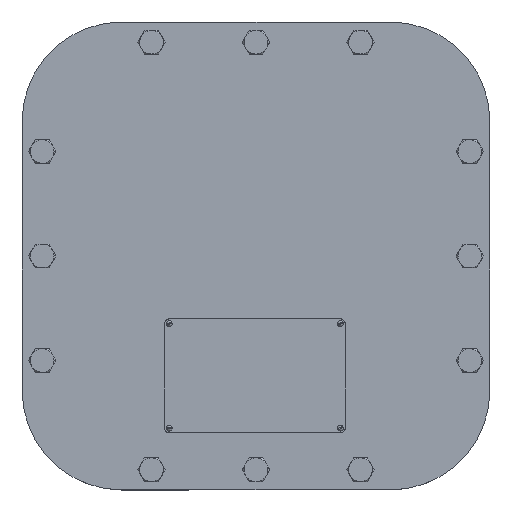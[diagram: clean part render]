
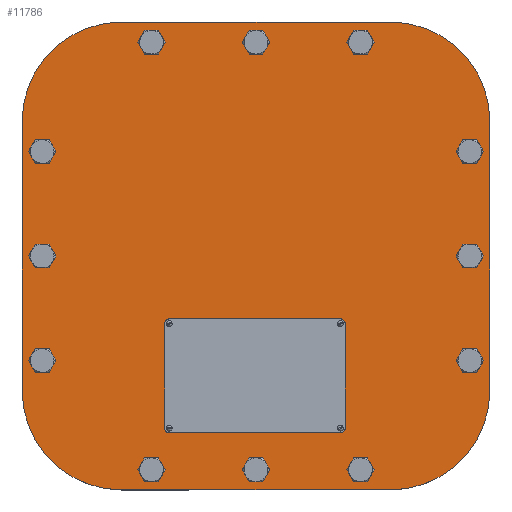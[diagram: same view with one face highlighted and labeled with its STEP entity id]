
A CAD part, top view. The second image highlights one B-rep face of the part: STEP entity #11786.
In plain terms, the highlighted planar face has unit normal (0, 0, 1).
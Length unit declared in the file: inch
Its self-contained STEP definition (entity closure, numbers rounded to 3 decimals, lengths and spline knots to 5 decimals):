
#1429=LINE('',#22805,#2182);
#1434=LINE('',#22815,#2187);
#1480=LINE('',#22997,#2233);
#1483=LINE('',#23007,#2236);
#2182=VECTOR('',#15022,0.3937);
#2187=VECTOR('',#15029,0.3937);
#2233=VECTOR('',#15237,0.3937);
#2236=VECTOR('',#15250,0.3937);
#2531=PLANE('',#12889);
#3418=FACE_BOUND('',#4931,.T.);
#3419=FACE_BOUND('',#4932,.T.);
#3420=FACE_BOUND('',#4933,.T.);
#3421=FACE_BOUND('',#4934,.T.);
#3422=FACE_BOUND('',#4935,.T.);
#3423=FACE_BOUND('',#4936,.T.);
#3424=FACE_BOUND('',#4937,.T.);
#3425=FACE_BOUND('',#4938,.T.);
#3426=FACE_BOUND('',#4939,.T.);
#3427=FACE_BOUND('',#4940,.T.);
#3428=FACE_BOUND('',#4941,.T.);
#3429=FACE_BOUND('',#4942,.T.);
#4059=FACE_OUTER_BOUND('',#4930,.T.);
#4930=EDGE_LOOP('',(#10693,#10694,#10695,#10696,#10697,#10698,#10699,#10700));
#4931=EDGE_LOOP('',(#10701));
#4932=EDGE_LOOP('',(#10702));
#4933=EDGE_LOOP('',(#10703));
#4934=EDGE_LOOP('',(#10704));
#4935=EDGE_LOOP('',(#10705));
#4936=EDGE_LOOP('',(#10706));
#4937=EDGE_LOOP('',(#10707));
#4938=EDGE_LOOP('',(#10708));
#4939=EDGE_LOOP('',(#10709));
#4940=EDGE_LOOP('',(#10710));
#4941=EDGE_LOOP('',(#10711));
#4942=EDGE_LOOP('',(#10712));
#5312=CIRCLE('',#12756,0.23438);
#5314=CIRCLE('',#12759,0.23438);
#5316=CIRCLE('',#12762,0.23438);
#5318=CIRCLE('',#12765,0.23438);
#5320=CIRCLE('',#12768,0.23438);
#5322=CIRCLE('',#12771,0.23438);
#5324=CIRCLE('',#12774,0.23438);
#5326=CIRCLE('',#12777,0.23438);
#5328=CIRCLE('',#12780,0.23438);
#5330=CIRCLE('',#12783,0.23438);
#5332=CIRCLE('',#12786,0.23438);
#5334=CIRCLE('',#12789,0.23438);
#5384=CIRCLE('',#12880,2.625);
#5385=CIRCLE('',#12883,2.625);
#5386=CIRCLE('',#12885,2.625);
#5387=CIRCLE('',#12888,2.625);
#6248=VERTEX_POINT('',#22718);
#6250=VERTEX_POINT('',#22723);
#6252=VERTEX_POINT('',#22728);
#6254=VERTEX_POINT('',#22733);
#6256=VERTEX_POINT('',#22738);
#6258=VERTEX_POINT('',#22743);
#6260=VERTEX_POINT('',#22748);
#6262=VERTEX_POINT('',#22753);
#6264=VERTEX_POINT('',#22758);
#6266=VERTEX_POINT('',#22763);
#6268=VERTEX_POINT('',#22768);
#6270=VERTEX_POINT('',#22773);
#6281=VERTEX_POINT('',#22802);
#6282=VERTEX_POINT('',#22804);
#6285=VERTEX_POINT('',#22812);
#6286=VERTEX_POINT('',#22814);
#6340=VERTEX_POINT('',#22992);
#6341=VERTEX_POINT('',#22996);
#6342=VERTEX_POINT('',#23002);
#6343=VERTEX_POINT('',#23006);
#7689=EDGE_CURVE('',#6248,#6248,#5312,.T.);
#7691=EDGE_CURVE('',#6250,#6250,#5314,.T.);
#7693=EDGE_CURVE('',#6252,#6252,#5316,.T.);
#7695=EDGE_CURVE('',#6254,#6254,#5318,.T.);
#7697=EDGE_CURVE('',#6256,#6256,#5320,.T.);
#7699=EDGE_CURVE('',#6258,#6258,#5322,.T.);
#7701=EDGE_CURVE('',#6260,#6260,#5324,.T.);
#7703=EDGE_CURVE('',#6262,#6262,#5326,.T.);
#7705=EDGE_CURVE('',#6264,#6264,#5328,.T.);
#7707=EDGE_CURVE('',#6266,#6266,#5330,.T.);
#7709=EDGE_CURVE('',#6268,#6268,#5332,.T.);
#7711=EDGE_CURVE('',#6270,#6270,#5334,.T.);
#7725=EDGE_CURVE('',#6282,#6281,#1429,.T.);
#7730=EDGE_CURVE('',#6286,#6285,#1434,.T.);
#7819=EDGE_CURVE('',#6340,#6286,#5384,.T.);
#7821=EDGE_CURVE('',#6341,#6340,#1480,.T.);
#7823=EDGE_CURVE('',#6281,#6341,#5385,.T.);
#7824=EDGE_CURVE('',#6342,#6282,#5386,.T.);
#7826=EDGE_CURVE('',#6343,#6342,#1483,.T.);
#7828=EDGE_CURVE('',#6285,#6343,#5387,.T.);
#10693=ORIENTED_EDGE('',*,*,#7730,.T.);
#10694=ORIENTED_EDGE('',*,*,#7828,.T.);
#10695=ORIENTED_EDGE('',*,*,#7826,.T.);
#10696=ORIENTED_EDGE('',*,*,#7824,.T.);
#10697=ORIENTED_EDGE('',*,*,#7725,.T.);
#10698=ORIENTED_EDGE('',*,*,#7823,.T.);
#10699=ORIENTED_EDGE('',*,*,#7821,.T.);
#10700=ORIENTED_EDGE('',*,*,#7819,.T.);
#10701=ORIENTED_EDGE('',*,*,#7689,.T.);
#10702=ORIENTED_EDGE('',*,*,#7691,.T.);
#10703=ORIENTED_EDGE('',*,*,#7693,.T.);
#10704=ORIENTED_EDGE('',*,*,#7695,.T.);
#10705=ORIENTED_EDGE('',*,*,#7697,.T.);
#10706=ORIENTED_EDGE('',*,*,#7699,.T.);
#10707=ORIENTED_EDGE('',*,*,#7701,.T.);
#10708=ORIENTED_EDGE('',*,*,#7703,.T.);
#10709=ORIENTED_EDGE('',*,*,#7705,.T.);
#10710=ORIENTED_EDGE('',*,*,#7707,.T.);
#10711=ORIENTED_EDGE('',*,*,#7709,.T.);
#10712=ORIENTED_EDGE('',*,*,#7711,.T.);
#11786=ADVANCED_FACE('',(#4059,#3418,#3419,#3420,#3421,#3422,#3423,#3424,
#3425,#3426,#3427,#3428,#3429),#2531,.T.);
#12756=AXIS2_PLACEMENT_3D('',#22719,#14926,#14927);
#12759=AXIS2_PLACEMENT_3D('',#22724,#14932,#14933);
#12762=AXIS2_PLACEMENT_3D('',#22729,#14938,#14939);
#12765=AXIS2_PLACEMENT_3D('',#22734,#14944,#14945);
#12768=AXIS2_PLACEMENT_3D('',#22739,#14950,#14951);
#12771=AXIS2_PLACEMENT_3D('',#22744,#14956,#14957);
#12774=AXIS2_PLACEMENT_3D('',#22749,#14962,#14963);
#12777=AXIS2_PLACEMENT_3D('',#22754,#14968,#14969);
#12780=AXIS2_PLACEMENT_3D('',#22759,#14974,#14975);
#12783=AXIS2_PLACEMENT_3D('',#22764,#14980,#14981);
#12786=AXIS2_PLACEMENT_3D('',#22769,#14986,#14987);
#12789=AXIS2_PLACEMENT_3D('',#22774,#14992,#14993);
#12880=AXIS2_PLACEMENT_3D('',#22993,#15232,#15233);
#12883=AXIS2_PLACEMENT_3D('',#23000,#15241,#15242);
#12885=AXIS2_PLACEMENT_3D('',#23003,#15245,#15246);
#12888=AXIS2_PLACEMENT_3D('',#23010,#15254,#15255);
#12889=AXIS2_PLACEMENT_3D('',#23011,#15256,#15257);
#14926=DIRECTION('center_axis',(0.,0.,-1.));
#14927=DIRECTION('ref_axis',(-1.,0.,0.));
#14932=DIRECTION('center_axis',(0.,0.,-1.));
#14933=DIRECTION('ref_axis',(-1.,0.,0.));
#14938=DIRECTION('center_axis',(0.,0.,-1.));
#14939=DIRECTION('ref_axis',(-1.,0.,0.));
#14944=DIRECTION('center_axis',(0.,0.,-1.));
#14945=DIRECTION('ref_axis',(-1.,0.,0.));
#14950=DIRECTION('center_axis',(0.,0.,-1.));
#14951=DIRECTION('ref_axis',(-1.,0.,0.));
#14956=DIRECTION('center_axis',(0.,0.,-1.));
#14957=DIRECTION('ref_axis',(-1.,0.,0.));
#14962=DIRECTION('center_axis',(0.,0.,-1.));
#14963=DIRECTION('ref_axis',(-1.,0.,0.));
#14968=DIRECTION('center_axis',(0.,0.,-1.));
#14969=DIRECTION('ref_axis',(-1.,0.,0.));
#14974=DIRECTION('center_axis',(0.,0.,-1.));
#14975=DIRECTION('ref_axis',(-1.,0.,0.));
#14980=DIRECTION('center_axis',(0.,0.,-1.));
#14981=DIRECTION('ref_axis',(-1.,0.,0.));
#14986=DIRECTION('center_axis',(0.,0.,-1.));
#14987=DIRECTION('ref_axis',(-1.,0.,0.));
#14992=DIRECTION('center_axis',(0.,0.,-1.));
#14993=DIRECTION('ref_axis',(-1.,0.,0.));
#15022=DIRECTION('',(0.,1.,0.));
#15029=DIRECTION('',(0.,-1.,0.));
#15232=DIRECTION('center_axis',(0.,0.,1.));
#15233=DIRECTION('ref_axis',(0.,1.,0.));
#15237=DIRECTION('',(-1.,0.,0.));
#15241=DIRECTION('center_axis',(0.,0.,1.));
#15242=DIRECTION('ref_axis',(1.,0.,0.));
#15245=DIRECTION('center_axis',(0.,0.,1.));
#15246=DIRECTION('ref_axis',(0.,-1.,0.));
#15250=DIRECTION('',(1.,0.,0.));
#15254=DIRECTION('center_axis',(0.,0.,1.));
#15255=DIRECTION('ref_axis',(-1.,0.,0.));
#15256=DIRECTION('center_axis',(0.,0.,1.));
#15257=DIRECTION('ref_axis',(1.,0.,0.));
#22718=CARTESIAN_POINT('',(5.85938,0.,0.625));
#22719=CARTESIAN_POINT('Origin',(5.625,0.,0.625));
#22723=CARTESIAN_POINT('',(-5.39063,0.,0.625));
#22724=CARTESIAN_POINT('Origin',(-5.625,0.,0.625));
#22728=CARTESIAN_POINT('',(0.23438,5.625,0.625));
#22729=CARTESIAN_POINT('Origin',(0.,5.625,0.625));
#22733=CARTESIAN_POINT('',(0.23438,-5.625,0.625));
#22734=CARTESIAN_POINT('Origin',(0.,-5.625,0.625));
#22738=CARTESIAN_POINT('',(-2.51563,-5.625,0.625));
#22739=CARTESIAN_POINT('Origin',(-2.75,-5.625,0.625));
#22743=CARTESIAN_POINT('',(2.98438,-5.625,0.625));
#22744=CARTESIAN_POINT('Origin',(2.75,-5.625,0.625));
#22748=CARTESIAN_POINT('',(-5.39063,2.75,0.625));
#22749=CARTESIAN_POINT('Origin',(-5.625,2.75,0.625));
#22753=CARTESIAN_POINT('',(5.85938,2.75,0.625));
#22754=CARTESIAN_POINT('Origin',(5.625,2.75,0.625));
#22758=CARTESIAN_POINT('',(2.98438,5.625,0.625));
#22759=CARTESIAN_POINT('Origin',(2.75,5.625,0.625));
#22763=CARTESIAN_POINT('',(-2.51563,5.625,0.625));
#22764=CARTESIAN_POINT('Origin',(-2.75,5.625,0.625));
#22768=CARTESIAN_POINT('',(5.85938,-2.75,0.625));
#22769=CARTESIAN_POINT('Origin',(5.625,-2.75,0.625));
#22773=CARTESIAN_POINT('',(-5.39063,-2.75,0.625));
#22774=CARTESIAN_POINT('Origin',(-5.625,-2.75,0.625));
#22802=CARTESIAN_POINT('',(6.15625,3.53125,0.625));
#22804=CARTESIAN_POINT('',(6.15625,-3.53125,0.625));
#22805=CARTESIAN_POINT('',(6.15625,-3.53125,0.625));
#22812=CARTESIAN_POINT('',(-6.15625,-3.53125,0.625));
#22814=CARTESIAN_POINT('',(-6.15625,3.53125,0.625));
#22815=CARTESIAN_POINT('',(-6.15625,3.53125,0.625));
#22992=CARTESIAN_POINT('',(-3.53125,6.15625,0.625));
#22993=CARTESIAN_POINT('Origin',(-3.53125,3.53125,0.625));
#22996=CARTESIAN_POINT('',(3.53125,6.15625,0.625));
#22997=CARTESIAN_POINT('',(3.53125,6.15625,0.625));
#23000=CARTESIAN_POINT('Origin',(3.53125,3.53125,0.625));
#23002=CARTESIAN_POINT('',(3.53125,-6.15625,0.625));
#23003=CARTESIAN_POINT('Origin',(3.53125,-3.53125,0.625));
#23006=CARTESIAN_POINT('',(-3.53125,-6.15625,0.625));
#23007=CARTESIAN_POINT('',(-3.53125,-6.15625,0.625));
#23010=CARTESIAN_POINT('Origin',(-3.53125,-3.53125,0.625));
#23011=CARTESIAN_POINT('Origin',(0.,0.,
0.625));
